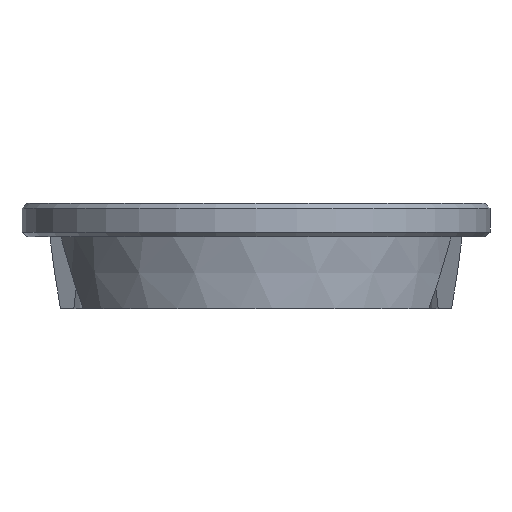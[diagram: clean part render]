
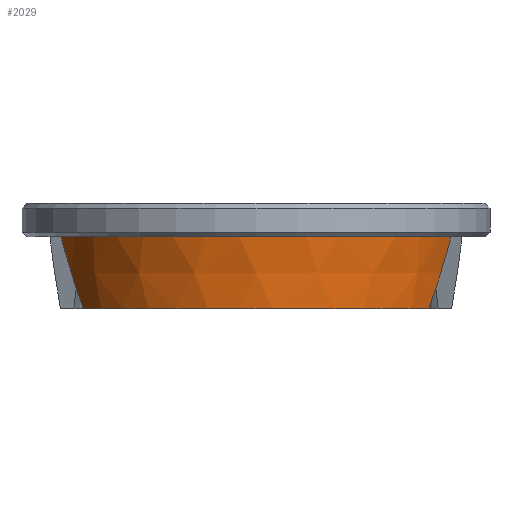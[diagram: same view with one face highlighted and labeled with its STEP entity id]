
A CAD part, front view. The second image highlights one B-rep face of the part: STEP entity #2029.
In plain terms, the highlighted conical face has half-angle 8 degrees and reference radius 43.2 mm.
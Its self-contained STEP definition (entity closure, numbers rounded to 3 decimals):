
#27=ELLIPSE('',#2219,167.016,52.693);
#29=ELLIPSE('',#2222,167.016,52.693);
#263=FACE_OUTER_BOUND('',#409,.T.);
#409=EDGE_LOOP('',(#1847,#1848,#1849,#1850));
#856=CIRCLE('',#2083,43.2);
#897=CIRCLE('',#2225,41.092);
#963=VERTEX_POINT('',#2962);
#965=VERTEX_POINT('',#2966);
#1076=VERTEX_POINT('',#3361);
#1078=VERTEX_POINT('',#3367);
#1148=EDGE_CURVE('',#965,#963,#856,.T.);
#1342=EDGE_CURVE('',#965,#1076,#27,.T.);
#1345=EDGE_CURVE('',#1078,#963,#29,.T.);
#1348=EDGE_CURVE('',#1076,#1078,#897,.T.);
#1847=ORIENTED_EDGE('',*,*,#1345,.T.);
#1848=ORIENTED_EDGE('',*,*,#1148,.F.);
#1849=ORIENTED_EDGE('',*,*,#1342,.T.);
#1850=ORIENTED_EDGE('',*,*,#1348,.T.);
#1926=CONICAL_SURFACE('',#2224,43.2,0.14);
#2029=ADVANCED_FACE('',(#263),#1926,.T.);
#2083=AXIS2_PLACEMENT_3D('',#2968,#2345,#2346);
#2219=AXIS2_PLACEMENT_3D('',#3362,#2764,#2765);
#2222=AXIS2_PLACEMENT_3D('',#3368,#2771,#2772);
#2224=AXIS2_PLACEMENT_3D('',#3372,#2776,#2777);
#2225=AXIS2_PLACEMENT_3D('',#3373,#2778,#2779);
#2345=DIRECTION('center_axis',(0.,0.,1.));
#2346=DIRECTION('ref_axis',(-1.,0.,0.));
#2764=DIRECTION('center_axis',(0.,-0.94,
0.342));
#2765=DIRECTION('ref_axis',(0.,-0.342,-0.94));
#2771=DIRECTION('center_axis',(0.,-0.94,
0.342));
#2772=DIRECTION('ref_axis',(0.,-0.342,-0.94));
#2776=DIRECTION('center_axis',(0.,0.,1.));
#2777=DIRECTION('ref_axis',(-1.,0.,0.));
#2778=DIRECTION('center_axis',(0.,0.,1.));
#2779=DIRECTION('ref_axis',(-1.,0.,0.));
#2962=CARTESIAN_POINT('',(40.869,-14.,-250.));
#2966=CARTESIAN_POINT('',(-40.869,-14.,-250.));
#2968=CARTESIAN_POINT('Origin',(0.,0.,-250.));
#3361=CARTESIAN_POINT('',(-36.192,-19.46,-265.));
#3362=CARTESIAN_POINT('Origin',(0.,22.057,
-150.934));
#3367=CARTESIAN_POINT('',(36.192,-19.46,-265.));
#3368=CARTESIAN_POINT('Origin',(0.,22.057,
-150.934));
#3372=CARTESIAN_POINT('Origin',(0.,0.,-250.));
#3373=CARTESIAN_POINT('Origin',(0.,0.,-265.));
